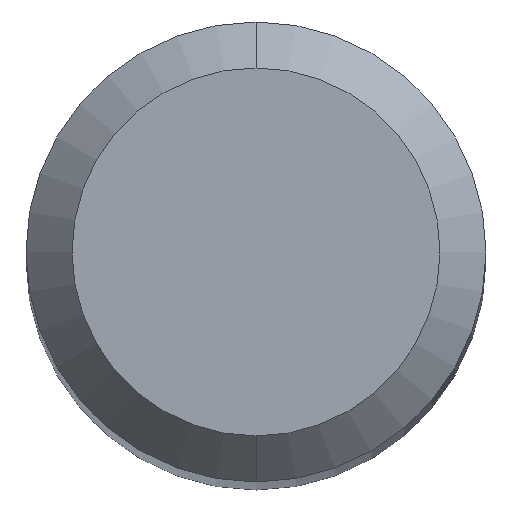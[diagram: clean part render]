
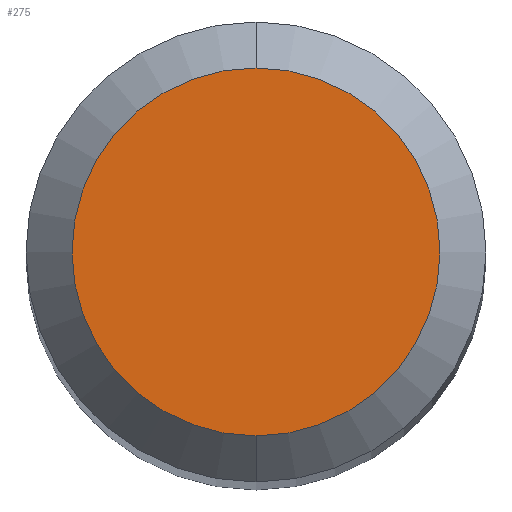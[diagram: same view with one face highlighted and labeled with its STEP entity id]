
A CAD part, top view. The second image highlights one B-rep face of the part: STEP entity #275.
In plain terms, the highlighted planar face has unit normal (0, 0, 1).
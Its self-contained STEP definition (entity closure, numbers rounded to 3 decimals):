
#275=ADVANCED_FACE('',(#595),#596,.T.);
#371=EDGE_CURVE('',#373,#457,#699,.T.);
#373=VERTEX_POINT('',#701);
#413=EDGE_CURVE('',#457,#373,#744,.T.);
#457=VERTEX_POINT('',#792);
#595=FACE_OUTER_BOUND('',#1056,.T.);
#596=PLANE('',#1057);
#699=CIRCLE('',#1246,1.2);
#701=CARTESIAN_POINT('',(0.0,1.2,0.));
#744=CIRCLE('',#1327,1.2);
#792=CARTESIAN_POINT('',(0.,-1.2,0.));
#1056=EDGE_LOOP('',(#1598,#1599));
#1057=AXIS2_PLACEMENT_3D('',#1600,#1601,#1602);
#1246=AXIS2_PLACEMENT_3D('',#1690,#1691,#1692);
#1327=AXIS2_PLACEMENT_3D('',#1730,#1731,#1732);
#1598=ORIENTED_EDGE('',*,*,#371,.F.);
#1599=ORIENTED_EDGE('',*,*,#413,.F.);
#1600=CARTESIAN_POINT('',(0.0,0.6,0.));
#1601=DIRECTION('',(-0.0,0.0,1.0));
#1602=DIRECTION('',(0.0,-1.0,0.0));
#1690=CARTESIAN_POINT('',(0.0,0.0,0.));
#1691=DIRECTION('',(0.0,0.0,-1.0));
#1692=DIRECTION('',(0.0,1.0,0.0));
#1730=CARTESIAN_POINT('',(0.0,0.0,0.));
#1731=DIRECTION('',(0.0,0.0,-1.0));
#1732=DIRECTION('',(0.0,1.0,0.0));
